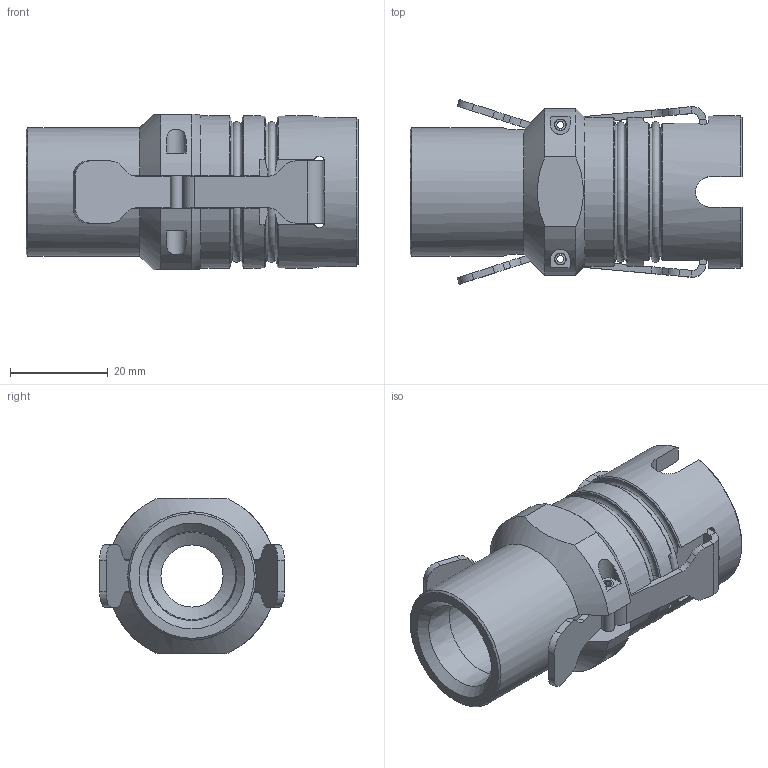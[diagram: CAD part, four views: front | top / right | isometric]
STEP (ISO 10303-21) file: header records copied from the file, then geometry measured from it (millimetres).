
FILE_DESCRIPTION(/* description */ ('VDA 14 CONNECTOR'),/* implementation_level */ '2;1');
FILE_NAME(/* name */ 'VDA014081_CAD.stp',/* time_stamp */ '2021-12-01T12:42:53-06:00',/* author */ ('scott.gulden'),/* organization */ ('FASTEST'),/* preprocessor_version */ 'ST-DEVELOPER v17.2',/* originating_system */ 'Autodesk Inventor 2019',/* authorisation */ 'JKC');
FILE_SCHEMA (('AUTOMOTIVE_DESIGN { 1 0 10303 214 3 1 1 }'));
Length unit declared in the file: inch
Products named in the file (5): VDA014081_CAD; 5VDA01405081_CAD; RP0940625; 5VDA01603; 1022U70
Assembly tree (7 placements, depth 2):
  VDA014081_CAD
    5VDA01405081_CAD
    1022U70  x2
    RP0940625  x2
    5VDA01603  x2
Bounding box: 67.87 x 37.74 x 31.75 mm (x, y, z)
Volume: 28430.7 mm3; surface area: 16606.8 mm2
Topology: 7 solids, 7 shells, 262 faces, 712 edges, 464 vertices
Faces by surface type: plane 134, cylinder 90, cone 25, torus 11, bspline 2
Full cylindrical faces by diameter (mm): 2.381 x4, 12.7 x1, 17.704 x2, 17.856 x1, 21.717 x1, 22.123 x1, 26.238 x1, 31.166 x1
Entity records: 7372 total; most frequent: CARTESIAN_POINT 1906, ORIENTED_EDGE 1144, DIRECTION 1099, EDGE_CURVE 572, AXIS2_PLACEMENT_3D 417, VERTEX_POINT 379, LINE 265, VECTOR 265
